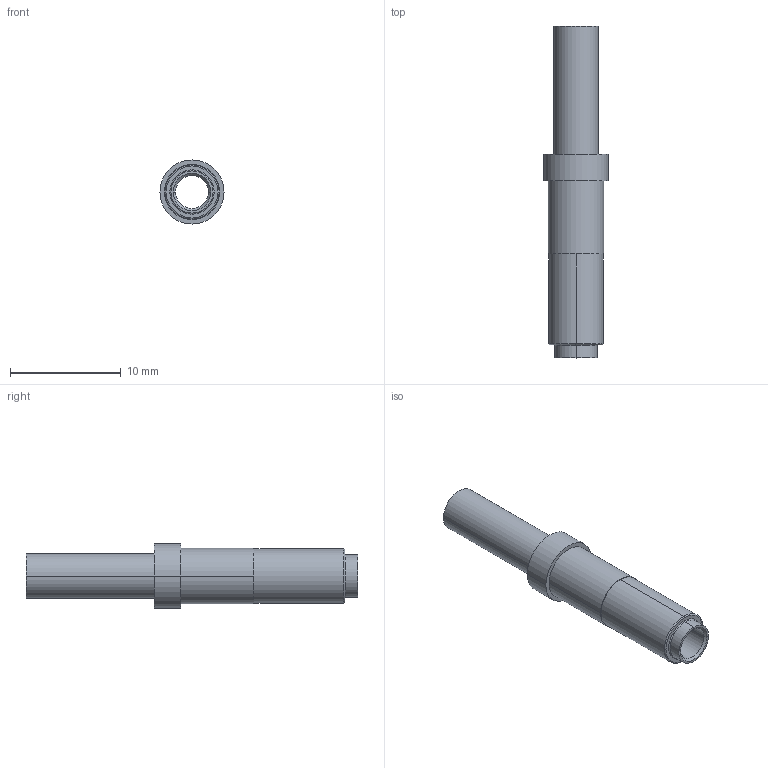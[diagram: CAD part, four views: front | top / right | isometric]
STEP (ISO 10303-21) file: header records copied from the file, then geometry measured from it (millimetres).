
FILE_DESCRIPTION((''),'2;1');
FILE_NAME('MOTOR_VRCH','2022-02-19T21:19:46',('BenoVidla'),(''),'CREO PARAMETRIC BY PTC INC, 2021063','CREO PARAMETRIC BY PTC INC, 2021063','');
FILE_SCHEMA(('AP242_MANAGED_MODEL_BASED_3D_ENGINEERING_MIM_LF { 1 0 10303 442 1 1 4 }'));
Length unit declared in the file: millimetre
Products named in the file (1): MOTOR_VRCH
Bounding box: 5.8 x 30 x 5.8 mm (x, y, z)
Volume: 294.6 mm3; surface area: 751.9 mm2
Topology: 1 solids, 1 shells, 26 faces, 64 edges, 48 vertices
Faces by surface type: cylinder 12, plane 6, torus 4, cone 4
Entity records: 1051 total; most frequent: DIRECTION 160, CARTESIAN_POINT 128, ORIENTED_EDGE 104, AXIS2_PLACEMENT_3D 66, PRESENTATION_STYLE_ASSIGNMENT 66, STYLED_ITEM 66, CURVE_STYLE 65, EDGE_CURVE 52
